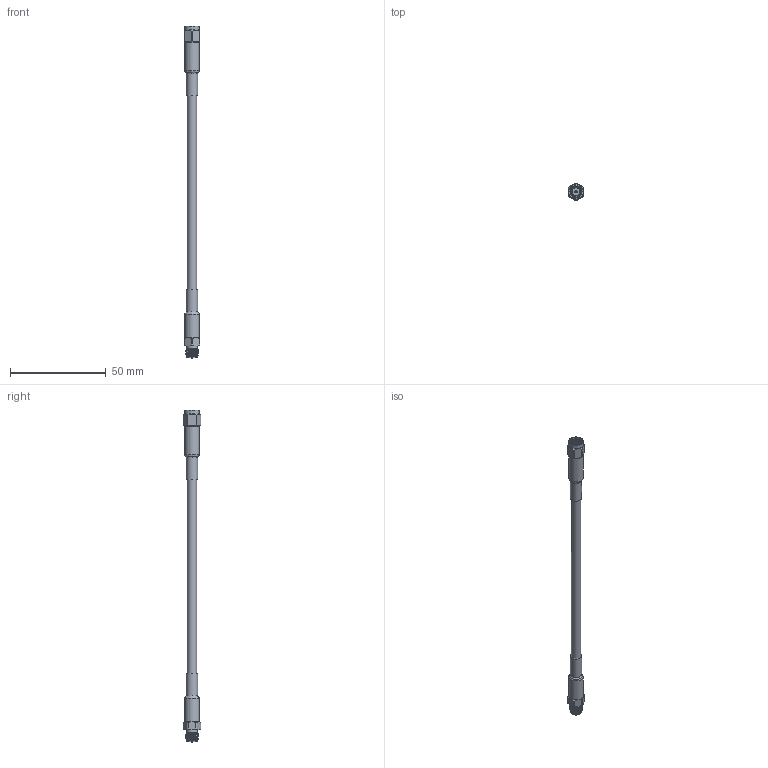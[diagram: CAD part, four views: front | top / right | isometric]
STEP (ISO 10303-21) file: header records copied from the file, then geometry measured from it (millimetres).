
FILE_DESCRIPTION (( 'STEP AP203' ), '1' );
FILE_NAME ('PE3C5980_3D.step', '2021-06-10T16:05:37', ( '' ), ( '' ), 'SwSTEP 2.0', 'SolidWorks 2020', '' );
FILE_SCHEMA (( 'CONFIG_CONTROL_DESIGN' ));
Length unit declared in the file: inch
Products named in the file (5): RG141AU^PE3C5980_RG141AU; Hest Shrink Boot^PE3C5980; PE3C5980_3D; PE4793^PE3C5980_Crimped; PE4767^PE3C5980_Crimped
Assembly tree (4 placements, depth 2):
  PE3C5980_3D
    PE4767^PE3C5980_Crimped
    PE4793^PE3C5980_Crimped
    RG141AU^PE3C5980_RG141AU
    Hest Shrink Boot^PE3C5980
Bounding box: 7.94 x 8.99 x 173.07 mm (x, y, z)
Volume: 5555.8 mm3; surface area: 5365.9 mm2
Topology: 7 solids, 7 shells, 208 faces, 520 edges, 340 vertices
Faces by surface type: cylinder 84, plane 82, cone 29, bspline 12, torus 1
Full cylindrical faces by diameter (mm): 0.914 x1, 0.94 x1, 1.194 x2, 3.2 x1, 3.232 x1, 3.28 x1, 3.962 x1, 4.314 x1, 4.445 x1, 4.55 x1, 4.572 x1, 4.816 x1, 4.826 x1, 5.484 x1, 5.582 x2, 5.842 x2, 6.35 x6, 6.5 x2, 6.562 x1, 7.07 x1, 7.516 x2, 7.762 x1
Entity records: 11810 total; most frequent: CARTESIAN_POINT 7010, ORIENTED_EDGE 908, DIRECTION 798, EDGE_CURVE 454, AXIS2_PLACEMENT_3D 340, VERTEX_POINT 324, EDGE_LOOP 262, FACE_OUTER_BOUND 236
